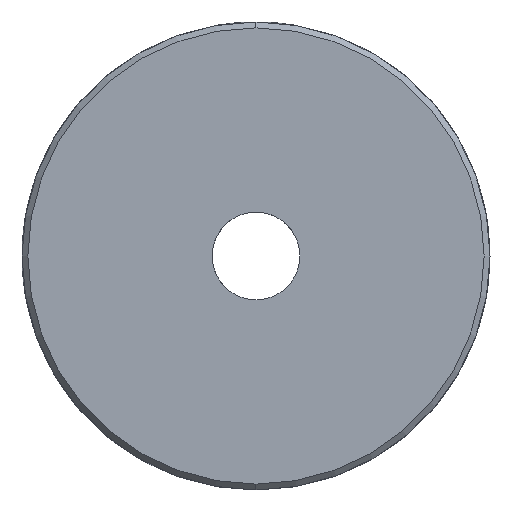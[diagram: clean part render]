
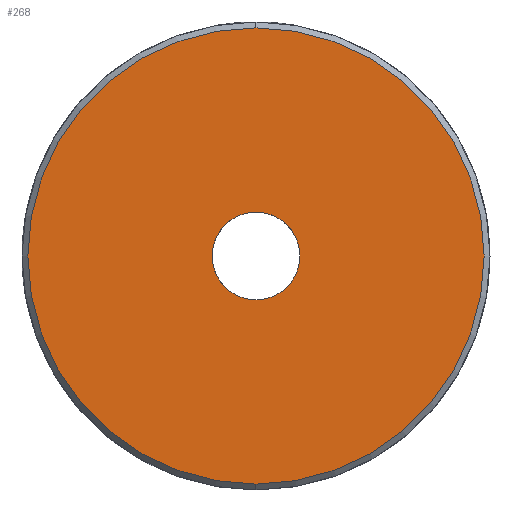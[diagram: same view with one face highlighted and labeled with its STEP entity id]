
A CAD part, left-side view. The second image highlights one B-rep face of the part: STEP entity #268.
In plain terms, the highlighted planar face has unit normal (-1, 0, 0).
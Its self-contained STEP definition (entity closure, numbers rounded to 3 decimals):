
#48 = CIRCLE ( 'NONE', #2242, 7.8 ) ;
#81 = ORIENTED_EDGE ( 'NONE', *, *, #2676, .T. ) ;
#131 = DIRECTION ( 'NONE',  ( -1., 0., 0. ) ) ;
#189 = AXIS2_PLACEMENT_3D ( 'NONE', #509, #1569, #493 ) ;
#268 = ADVANCED_FACE ( 'NONE', ( #727, #1756 ), #468, .F. ) ;
#314 = CARTESIAN_POINT ( 'NONE',  ( 0., 0., 0. ) ) ;
#327 = CIRCLE ( 'NONE', #1910, 7.8 ) ;
#375 = CARTESIAN_POINT ( 'NONE',  ( 0., 0., 0. ) ) ;
#426 = DIRECTION ( 'NONE',  ( 0., 0., 1. ) ) ;
#465 = CARTESIAN_POINT ( 'NONE',  ( 0., 0., 0. ) ) ;
#468 = PLANE ( 'NONE',  #189 ) ;
#493 = DIRECTION ( 'NONE',  ( 0., 0., -1. ) ) ;
#509 = CARTESIAN_POINT ( 'NONE',  ( 0., 0., 0. ) ) ;
#655 = VERTEX_POINT ( 'NONE', #2508 ) ;
#727 = FACE_OUTER_BOUND ( 'NONE', #1524, .T. ) ;
#809 = VERTEX_POINT ( 'NONE', #2199 ) ;
#844 = CARTESIAN_POINT ( 'NONE',  ( 0., 0., 1.5 ) ) ;
#882 = CIRCLE ( 'NONE', #2438, 1.5 ) ;
#979 = AXIS2_PLACEMENT_3D ( 'NONE', #465, #1264, #426 ) ;
#1022 = CARTESIAN_POINT ( 'NONE',  ( 0., 0., 0. ) ) ;
#1212 = DIRECTION ( 'NONE',  ( 0., 0., -1. ) ) ;
#1264 = DIRECTION ( 'NONE',  ( -1., 0., 0. ) ) ;
#1360 = DIRECTION ( 'NONE',  ( 0., 0., 1. ) ) ;
#1524 = EDGE_LOOP ( 'NONE', ( #2571, #81 ) ) ;
#1549 = EDGE_CURVE ( 'NONE', #2436, #655, #1729, .T. ) ;
#1569 = DIRECTION ( 'NONE',  ( 1., 0., 0. ) ) ;
#1581 = EDGE_LOOP ( 'NONE', ( #2230, #2214 ) ) ;
#1613 = EDGE_CURVE ( 'NONE', #655, #2436, #882, .T. ) ;
#1729 = CIRCLE ( 'NONE', #979, 1.5 ) ;
#1756 = FACE_BOUND ( 'NONE', #1581, .T. ) ;
#1805 = CARTESIAN_POINT ( 'NONE',  ( 0., 0., 7.8 ) ) ;
#1870 = DIRECTION ( 'NONE',  ( -1., 0., 0. ) ) ;
#1910 = AXIS2_PLACEMENT_3D ( 'NONE', #1022, #1870, #2708 ) ;
#1948 = EDGE_CURVE ( 'NONE', #809, #2556, #327, .T. ) ;
#2199 = CARTESIAN_POINT ( 'NONE',  ( 0., 0., -7.8 ) ) ;
#2214 = ORIENTED_EDGE ( 'NONE', *, *, #1613, .F. ) ;
#2217 = DIRECTION ( 'NONE',  ( -1., 0., 0. ) ) ;
#2230 = ORIENTED_EDGE ( 'NONE', *, *, #1549, .F. ) ;
#2242 = AXIS2_PLACEMENT_3D ( 'NONE', #375, #131, #1212 ) ;
#2436 = VERTEX_POINT ( 'NONE', #844 ) ;
#2438 = AXIS2_PLACEMENT_3D ( 'NONE', #314, #2217, #1360 ) ;
#2508 = CARTESIAN_POINT ( 'NONE',  ( 0., 0., -1.5 ) ) ;
#2556 = VERTEX_POINT ( 'NONE', #1805 ) ;
#2571 = ORIENTED_EDGE ( 'NONE', *, *, #1948, .T. ) ;
#2676 = EDGE_CURVE ( 'NONE', #2556, #809, #48, .T. ) ;
#2708 = DIRECTION ( 'NONE',  ( 0., 0., -1. ) ) ;
